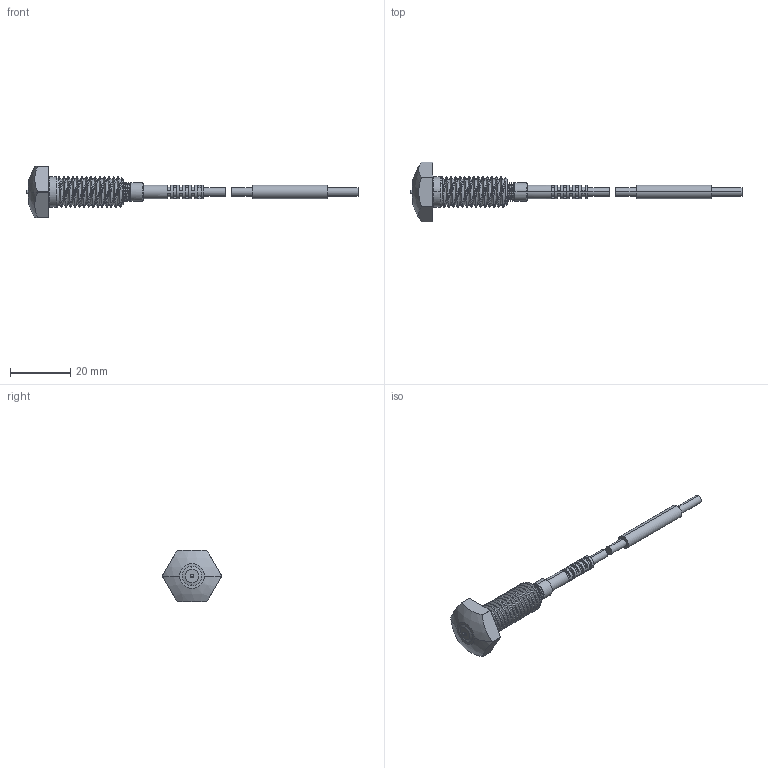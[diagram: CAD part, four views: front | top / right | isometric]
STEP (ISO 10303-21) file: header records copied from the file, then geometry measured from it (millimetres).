
FILE_DESCRIPTION (( 'STEP AP203' ), '1' );
FILE_NAME ('STE100PA-L.STEP', '2017-11-24T01:21:40', ( '' ), ( '' ), 'SwSTEP 2.0', 'SolidWorks 2017', '' );
FILE_SCHEMA (( 'CONFIG_CONTROL_DESIGN' ));
Length unit declared in the file: millimetre
Products named in the file (1): STE100PA-L
Bounding box: 109.84 x 19.6 x 17 mm (x, y, z)
Volume: 4079.6 mm3; surface area: 2941.3 mm2
Topology: 2 solids, 2 shells, 167 faces, 438 edges, 289 vertices
Faces by surface type: cylinder 75, plane 65, cone 15, bspline 6, sphere 4, torus 2
Entity records: 9324 total; most frequent: CARTESIAN_POINT 5294, ORIENTED_EDGE 876, DIRECTION 801, EDGE_CURVE 438, AXIS2_PLACEMENT_3D 306, VERTEX_POINT 289, VECTOR 189, LINE 189
